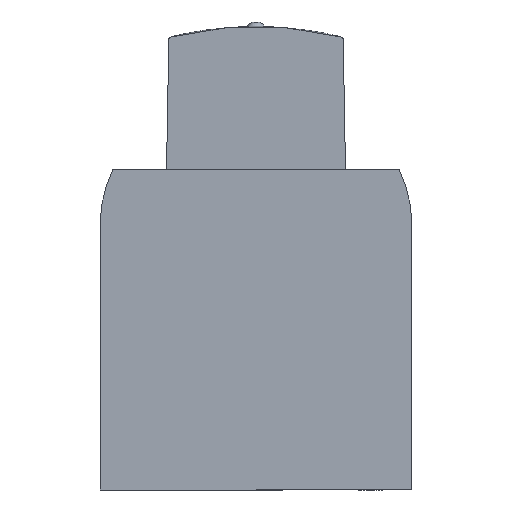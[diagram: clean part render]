
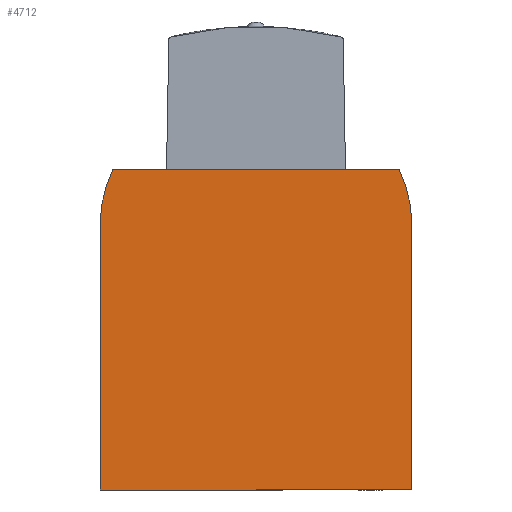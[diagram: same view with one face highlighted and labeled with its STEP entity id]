
A CAD part, front view. The second image highlights one B-rep face of the part: STEP entity #4712.
In plain terms, the highlighted planar face has unit normal (0, -1, 0).
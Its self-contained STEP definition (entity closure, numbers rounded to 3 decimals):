
#218=CIRCLE('',#5013,30.);
#220=CIRCLE('',#5016,30.);
#640=ORIENTED_EDGE('',*,*,#1128,.F.);
#641=ORIENTED_EDGE('',*,*,#1356,.F.);
#642=ORIENTED_EDGE('',*,*,#1149,.F.);
#643=ORIENTED_EDGE('',*,*,#1375,.F.);
#644=ORIENTED_EDGE('',*,*,#1378,.F.);
#645=ORIENTED_EDGE('',*,*,#1379,.F.);
#1128=EDGE_CURVE('',#1561,#1562,#1871,.T.);
#1149=EDGE_CURVE('',#1582,#1583,#1886,.T.);
#1356=EDGE_CURVE('',#1583,#1561,#1997,.T.);
#1375=EDGE_CURVE('',#1763,#1582,#218,.T.);
#1378=EDGE_CURVE('',#1765,#1763,#2006,.T.);
#1379=EDGE_CURVE('',#1562,#1765,#220,.T.);
#1561=VERTEX_POINT('',#6144);
#1562=VERTEX_POINT('',#6145);
#1582=VERTEX_POINT('',#6187);
#1583=VERTEX_POINT('',#6188);
#1763=VERTEX_POINT('',#6787);
#1765=VERTEX_POINT('',#6793);
#1871=LINE('',#6143,#2147);
#1886=LINE('',#6186,#2162);
#1997=LINE('',#6748,#2273);
#2006=LINE('',#6792,#2282);
#2147=VECTOR('',#5189,1000.);
#2162=VECTOR('',#5218,1000.);
#2273=VECTOR('',#5613,1000.);
#2282=VECTOR('',#5662,1000.);
#2556=EDGE_LOOP('',(#640,#641,#642,#643,#644,#645));
#2857=FACE_BOUND('',#2556,.T.);
#3068=PLANE('',#5015);
#4712=ADVANCED_FACE('',(#2857),#3068,.F.);
#5013=AXIS2_PLACEMENT_3D('',#6786,#5655,#5656);
#5015=AXIS2_PLACEMENT_3D('',#6791,#5660,#5661);
#5016=AXIS2_PLACEMENT_3D('',#6794,#5663,#5664);
#5189=DIRECTION('',(0.,0.,1.));
#5218=DIRECTION('',(0.,0.,-1.));
#5613=DIRECTION('',(-1.,0.,0.));
#5655=DIRECTION('',(0.,1.,0.));
#5656=DIRECTION('',(1.,0.,0.));
#5660=DIRECTION('',(0.,1.,0.));
#5661=DIRECTION('',(0.,0.,1.));
#5662=DIRECTION('',(1.,0.,0.));
#5663=DIRECTION('',(0.,1.,0.));
#5664=DIRECTION('',(1.,0.,0.));
#6143=CARTESIAN_POINT('',(-36.,0.,0.));
#6144=CARTESIAN_POINT('',(-36.,0.,0.));
#6145=CARTESIAN_POINT('',(-36.,0.,61.));
#6186=CARTESIAN_POINT('',(36.,0.,61.));
#6187=CARTESIAN_POINT('',(36.,0.,61.));
#6188=CARTESIAN_POINT('',(36.,0.,0.));
#6748=CARTESIAN_POINT('',(36.,0.,0.));
#6786=CARTESIAN_POINT('',(6.,0.,61.));
#6787=CARTESIAN_POINT('',(33.037,0.,74.));
#6791=CARTESIAN_POINT('',(-6.,0.,61.));
#6792=CARTESIAN_POINT('',(-33.037,0.,74.));
#6793=CARTESIAN_POINT('',(-33.037,0.,74.));
#6794=CARTESIAN_POINT('',(-6.,0.,61.));
